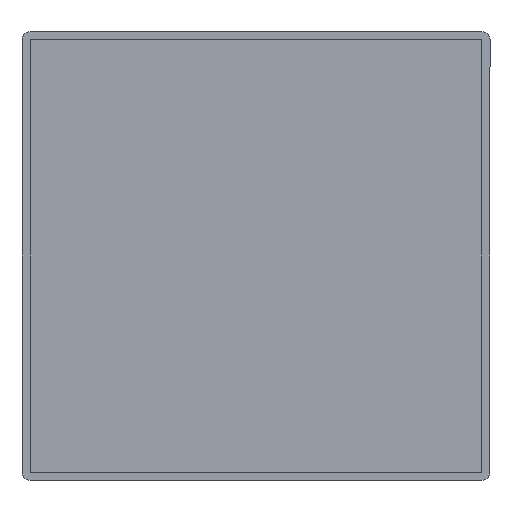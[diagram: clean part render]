
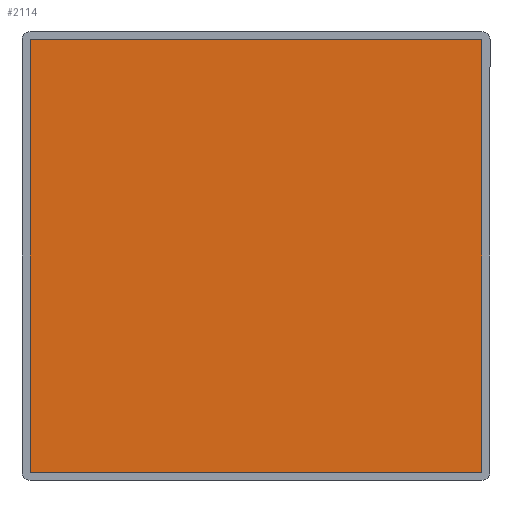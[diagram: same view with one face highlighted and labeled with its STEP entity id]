
A CAD part, front view. The second image highlights one B-rep face of the part: STEP entity #2114.
In plain terms, the highlighted planar face has unit normal (0, -1, 0).
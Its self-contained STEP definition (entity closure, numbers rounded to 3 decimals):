
#24 = LINE ( 'NONE', #1013, #2103 ) ;
#53 = DIRECTION ( 'NONE',  ( 1., 0., 0. ) ) ;
#79 = CARTESIAN_POINT ( 'NONE',  ( 769.851, 874.628, 1230.231 ) ) ;
#83 = AXIS2_PLACEMENT_3D ( 'NONE', #1828, #649, #1977 ) ;
#134 = ORIENTED_EDGE ( 'NONE', *, *, #1669, .F. ) ;
#282 = EDGE_CURVE ( 'NONE', #1135, #931, #24, .T. ) ;
#313 = VERTEX_POINT ( 'NONE', #2168 ) ;
#360 = CARTESIAN_POINT ( 'NONE',  ( 769.851, 874.628, 1230.231 ) ) ;
#409 = CARTESIAN_POINT ( 'NONE',  ( 661.511, 874.628, 1230.231 ) ) ;
#427 = EDGE_CURVE ( 'NONE', #1653, #313, #1429, .T. ) ;
#436 = LINE ( 'NONE', #79, #642 ) ;
#642 = VECTOR ( 'NONE', #937, 1000. ) ;
#649 = DIRECTION ( 'NONE',  ( 0., 1., 0. ) ) ;
#755 = EDGE_CURVE ( 'NONE', #931, #313, #436, .T. ) ;
#768 = VECTOR ( 'NONE', #53, 1000. ) ;
#931 = VERTEX_POINT ( 'NONE', #360 ) ;
#937 = DIRECTION ( 'NONE',  ( 0., 0., 1. ) ) ;
#1013 = CARTESIAN_POINT ( 'NONE',  ( 661.511, 874.628, 1230.231 ) ) ;
#1042 = ORIENTED_EDGE ( 'NONE', *, *, #755, .T. ) ;
#1135 = VERTEX_POINT ( 'NONE', #1616 ) ;
#1229 = ORIENTED_EDGE ( 'NONE', *, *, #427, .F. ) ;
#1254 = CARTESIAN_POINT ( 'NONE',  ( 661.511, 874.628, 1334.011 ) ) ;
#1268 = CARTESIAN_POINT ( 'NONE',  ( 661.511, 874.628, 1334.011 ) ) ;
#1384 = DIRECTION ( 'NONE',  ( 1., 0., 0. ) ) ;
#1429 = LINE ( 'NONE', #1254, #768 ) ;
#1614 = EDGE_LOOP ( 'NONE', ( #134, #2145, #1042, #1229 ) ) ;
#1616 = CARTESIAN_POINT ( 'NONE',  ( 661.511, 874.628, 1230.231 ) ) ;
#1653 = VERTEX_POINT ( 'NONE', #1268 ) ;
#1669 = EDGE_CURVE ( 'NONE', #1135, #1653, #1911, .T. ) ;
#1828 = CARTESIAN_POINT ( 'NONE',  ( 0., 874.628, 0. ) ) ;
#1911 = LINE ( 'NONE', #409, #2039 ) ;
#1947 = DIRECTION ( 'NONE',  ( 0., 0., 1. ) ) ;
#1977 = DIRECTION ( 'NONE',  ( 0., 0., 1. ) ) ;
#1991 = PLANE ( 'NONE',  #83 ) ;
#2021 = FACE_OUTER_BOUND ( 'NONE', #1614, .T. ) ;
#2039 = VECTOR ( 'NONE', #1947, 1000. ) ;
#2103 = VECTOR ( 'NONE', #1384, 1000. ) ;
#2114 = ADVANCED_FACE ( 'NONE', ( #2021 ), #1991, .F. ) ;
#2145 = ORIENTED_EDGE ( 'NONE', *, *, #282, .T. ) ;
#2168 = CARTESIAN_POINT ( 'NONE',  ( 769.851, 874.628, 1334.011 ) ) ;
